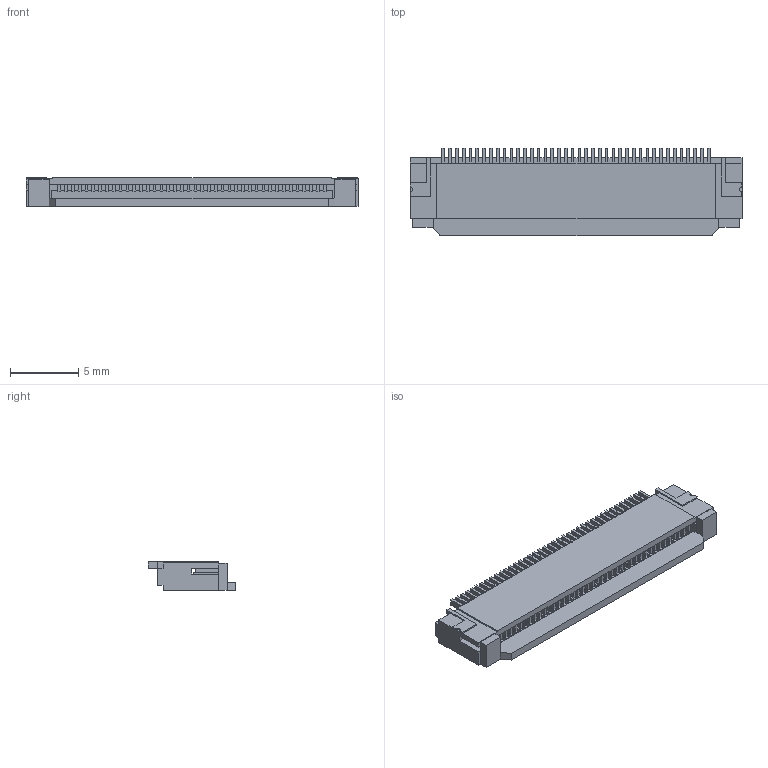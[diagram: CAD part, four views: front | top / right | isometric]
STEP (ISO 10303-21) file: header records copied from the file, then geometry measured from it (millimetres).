
FILE_DESCRIPTION (( 'STEP AP214' ), '1' );
FILE_NAME ('FPC-1x40-0.5MM.STEP', '2021-06-14T15:06:56', ( 'Administrator' ), ( 'Microsoft' ), 'SwSTEP 2.0', 'SolidWorks 2019', '' );
FILE_SCHEMA (( 'AUTOMOTIVE_DESIGN' ));
Length unit declared in the file: millimetre
Products named in the file (1): FPC-1x40-0.5MM
Bounding box: 24.4 x 6.45 x 2.13 mm (x, y, z)
Volume: 202.3 mm3; surface area: 788 mm2
Topology: 44 solids, 44 shells, 1102 faces, 2678 edges, 1784 vertices
Faces by surface type: plane 1096, cylinder 6
Entity records: 38407 total; most frequent: CARTESIAN_POINT 5565, ORIENTED_EDGE 5356, DIRECTION 4896, EDGE_CURVE 2678, VECTOR 2666, LINE 2666, VERTEX_POINT 1784, EDGE_LOOP 1222
